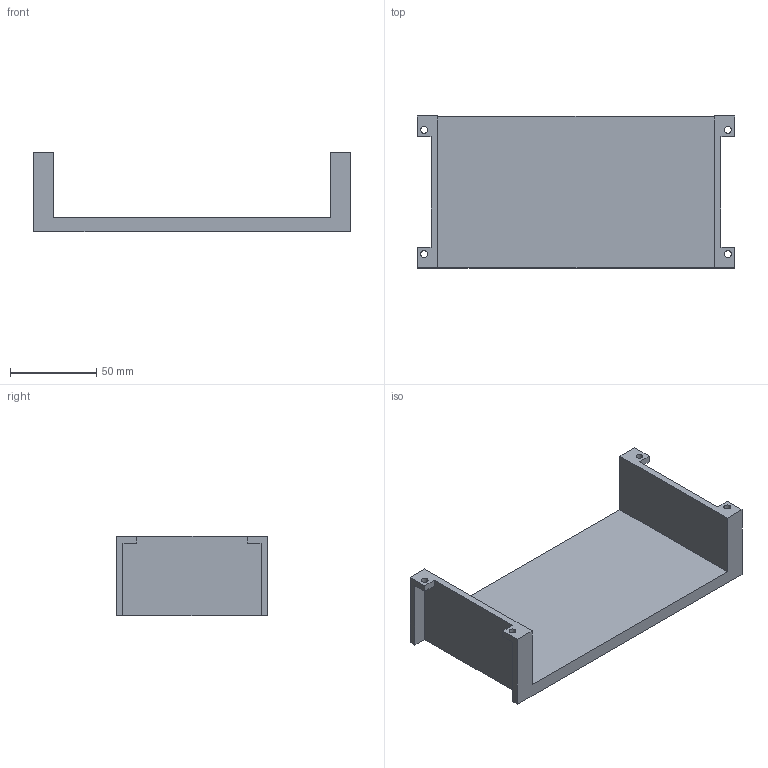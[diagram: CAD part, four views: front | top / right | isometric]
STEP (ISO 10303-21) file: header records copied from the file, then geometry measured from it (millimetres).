
FILE_DESCRIPTION(/* description */ (''),/* implementation_level */ '2;1');
FILE_NAME(/* name */ 'Center Lid.step',/* time_stamp */ '2023-05-08T21:06:47+01:00',/* author */ (''),/* organization */ (''),/* preprocessor_version */ 'ST-DEVELOPER v19.2',/* originating_system */ 'Autodesk Translation Framework v12.4.0.73',/* authorisation */ '');
FILE_SCHEMA (('AUTOMOTIVE_DESIGN { 1 0 10303 214 3 1 1 }'));
Length unit declared in the file: millimetre
Products named in the file (1): Center Lid
Bounding box: 184 x 88 x 46 mm (x, y, z)
Volume: 151734.9 mm3; surface area: 51460.5 mm2
Topology: 1 solids, 1 shells, 30 faces, 85 edges, 57 vertices
Faces by surface type: plane 26, cylinder 4
Full cylindrical faces by diameter (mm): 4 x4
Entity records: 1014 total; most frequent: CARTESIAN_POINT 173, ORIENTED_EDGE 170, DIRECTION 155, EDGE_CURVE 85, LINE 77, VECTOR 77, VERTEX_POINT 57, AXIS2_PLACEMENT_3D 39
